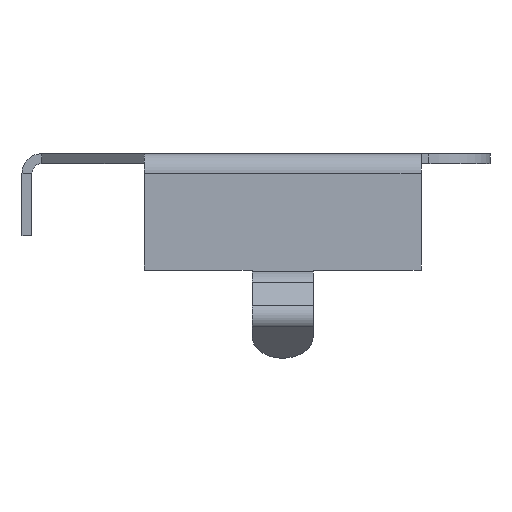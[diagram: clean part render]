
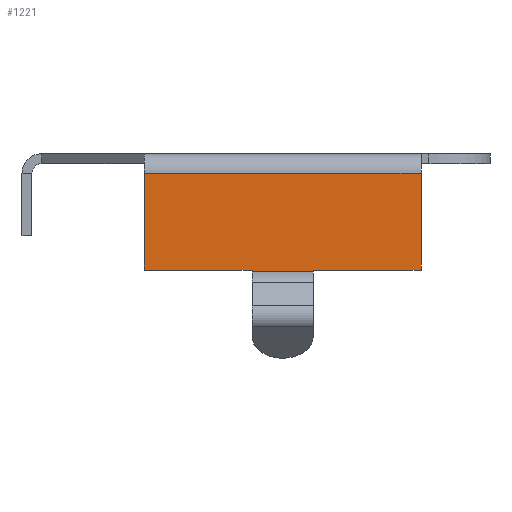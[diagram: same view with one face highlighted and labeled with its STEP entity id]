
A CAD part, left-side view. The second image highlights one B-rep face of the part: STEP entity #1221.
In plain terms, the highlighted planar face has unit normal (-1, 0, 0).
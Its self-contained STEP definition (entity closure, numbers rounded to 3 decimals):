
#1066 = VERTEX_POINT('',#1067);
#1067 = CARTESIAN_POINT('',(-6.604,-3.577,
    2.518));
#1098 = VERTEX_POINT('',#1099);
#1099 = CARTESIAN_POINT('',(-6.604,3.56,
    2.518));
#1106 = EDGE_CURVE('',#1098,#1066,#1107,.T.);
#1107 = LINE('',#1108,#1109);
#1108 = CARTESIAN_POINT('',(-6.604,-3.577,
    2.518));
#1109 = VECTOR('',#1110,1.);
#1110 = DIRECTION('',(0.,-1.,0.));
#1172 = EDGE_CURVE('',#1066,#1173,#1175,.T.);
#1173 = VERTEX_POINT('',#1174);
#1174 = CARTESIAN_POINT('',(-6.604,-3.577,
    0.029));
#1175 = LINE('',#1176,#1177);
#1176 = CARTESIAN_POINT('',(-6.604,-3.577,
    2.772));
#1177 = VECTOR('',#1178,1.);
#1178 = DIRECTION('',(0.,0.,-1.));
#1194 = EDGE_CURVE('',#1195,#1098,#1197,.T.);
#1195 = VERTEX_POINT('',#1196);
#1196 = CARTESIAN_POINT('',(-6.604,3.56,
    0.029));
#1197 = LINE('',#1198,#1199);
#1198 = CARTESIAN_POINT('',(-6.604,3.56,
    0.029));
#1199 = VECTOR('',#1200,1.);
#1200 = DIRECTION('',(0.,0.,1.));
#1221 = ADVANCED_FACE('',(#1222),#1265,.F.);
#1222 = FACE_BOUND('',#1223,.T.);
#1223 = EDGE_LOOP('',(#1224,#1225,#1226,#1234,#1242,#1250,#1258,#1264));
#1224 = ORIENTED_EDGE('',*,*,#1106,.F.);
#1225 = ORIENTED_EDGE('',*,*,#1194,.F.);
#1226 = ORIENTED_EDGE('',*,*,#1227,.F.);
#1227 = EDGE_CURVE('',#1228,#1195,#1230,.T.);
#1228 = VERTEX_POINT('',#1229);
#1229 = CARTESIAN_POINT('',(-6.604,0.779,
    0.029));
#1230 = LINE('',#1231,#1232);
#1231 = CARTESIAN_POINT('',(-6.604,3.56,
    0.029));
#1232 = VECTOR('',#1233,1.);
#1233 = DIRECTION('',(0.,1.,0.));
#1234 = ORIENTED_EDGE('',*,*,#1235,.F.);
#1235 = EDGE_CURVE('',#1236,#1228,#1238,.T.);
#1236 = VERTEX_POINT('',#1237);
#1237 = CARTESIAN_POINT('',(-6.604,0.779,
    -0.022));
#1238 = LINE('',#1239,#1240);
#1239 = CARTESIAN_POINT('',(-6.604,0.779,
    0.029));
#1240 = VECTOR('',#1241,1.);
#1241 = DIRECTION('',(0.,0.,1.));
#1242 = ORIENTED_EDGE('',*,*,#1243,.F.);
#1243 = EDGE_CURVE('',#1244,#1236,#1246,.T.);
#1244 = VERTEX_POINT('',#1245);
#1245 = CARTESIAN_POINT('',(-6.604,-0.796,
    -0.022));
#1246 = LINE('',#1247,#1248);
#1247 = CARTESIAN_POINT('',(-6.604,-0.796,
    -0.022));
#1248 = VECTOR('',#1249,1.);
#1249 = DIRECTION('',(0.,1.,0.));
#1250 = ORIENTED_EDGE('',*,*,#1251,.F.);
#1251 = EDGE_CURVE('',#1252,#1244,#1254,.T.);
#1252 = VERTEX_POINT('',#1253);
#1253 = CARTESIAN_POINT('',(-6.604,-0.796,
    0.029));
#1254 = LINE('',#1255,#1256);
#1255 = CARTESIAN_POINT('',(-6.604,-0.796,
    0.029));
#1256 = VECTOR('',#1257,1.);
#1257 = DIRECTION('',(0.,0.,-1.));
#1258 = ORIENTED_EDGE('',*,*,#1259,.F.);
#1259 = EDGE_CURVE('',#1173,#1252,#1260,.T.);
#1260 = LINE('',#1261,#1262);
#1261 = CARTESIAN_POINT('',(-6.604,-3.577,
    0.029));
#1262 = VECTOR('',#1263,1.);
#1263 = DIRECTION('',(0.,1.,0.));
#1264 = ORIENTED_EDGE('',*,*,#1172,.F.);
#1265 = PLANE('',#1266);
#1266 = AXIS2_PLACEMENT_3D('',#1267,#1268,#1269);
#1267 = CARTESIAN_POINT('',(-6.604,-3.577,
    2.772));
#1268 = DIRECTION('',(1.,0.,0.));
#1269 = DIRECTION('',(0.,0.,-1.));
